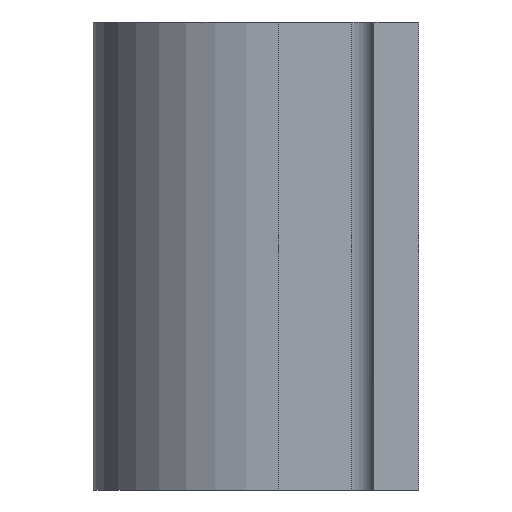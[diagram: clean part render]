
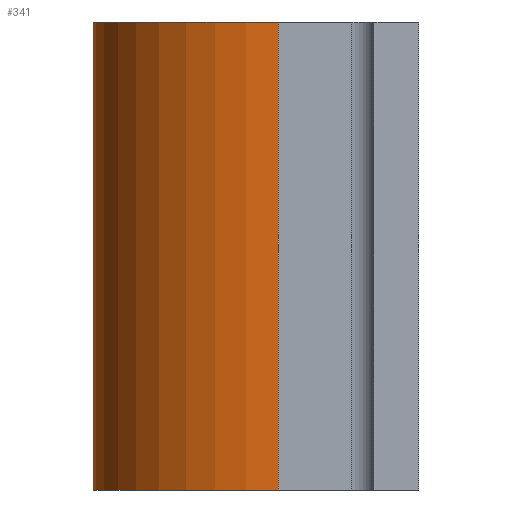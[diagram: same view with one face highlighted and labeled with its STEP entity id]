
A CAD part, left-side view. The second image highlights one B-rep face of the part: STEP entity #341.
In plain terms, the highlighted cylindrical face has radius 6.287 mm (diameter 12.573 mm), a partial arc.
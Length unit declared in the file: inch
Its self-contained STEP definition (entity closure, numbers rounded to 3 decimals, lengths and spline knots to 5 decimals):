
#29 = AXIS2_PLACEMENT_3D ( 'NONE', #231, #349, #530 ) ;
#59 = CARTESIAN_POINT ( 'NONE',  ( 1.2775, 0.1875, 0.3125 ) ) ;
#73 = ORIENTED_EDGE ( 'NONE', *, *, #426, .T. ) ;
#80 = CARTESIAN_POINT ( 'NONE',  ( 0.7825, 0.1875, 0.3125 ) ) ;
#97 = CARTESIAN_POINT ( 'NONE',  ( 1.2775, 0.1875, -0.3125 ) ) ;
#101 = DIRECTION ( 'NONE',  ( 1., 0., 0. ) ) ;
#124 = CYLINDRICAL_SURFACE ( 'NONE', #29, 0.2475 ) ;
#140 = VECTOR ( 'NONE', #155, 39.37008 ) ;
#152 = LINE ( 'NONE', #445, #140 ) ;
#155 = DIRECTION ( 'NONE',  ( 0., 0., -1. ) ) ;
#158 = VERTEX_POINT ( 'NONE', #255 ) ;
#185 = CARTESIAN_POINT ( 'NONE',  ( 0.7825, 0.1875, 0.3125 ) ) ;
#191 = CARTESIAN_POINT ( 'NONE',  ( 1.03, 0.1875, 0.3125 ) ) ;
#205 = EDGE_LOOP ( 'NONE', ( #399, #496, #372, #73 ) ) ;
#231 = CARTESIAN_POINT ( 'NONE',  ( 1.03, 0.1875, 0.3125 ) ) ;
#255 = CARTESIAN_POINT ( 'NONE',  ( 0.7825, 0.1875, -0.3125 ) ) ;
#261 = VECTOR ( 'NONE', #541, 39.37008 ) ;
#279 = EDGE_CURVE ( 'NONE', #442, #158, #366, .T. ) ;
#296 = EDGE_CURVE ( 'NONE', #158, #425, #497, .T. ) ;
#309 = CARTESIAN_POINT ( 'NONE',  ( 1.03, 0.1875, -0.3125 ) ) ;
#340 = CIRCLE ( 'NONE', #500, 0.2475 ) ;
#341 = ADVANCED_FACE ( 'NONE', ( #483 ), #124, .T. ) ;
#349 = DIRECTION ( 'NONE',  ( 0., 0., -1. ) ) ;
#361 = EDGE_CURVE ( 'NONE', #442, #396, #340, .T. ) ;
#366 = LINE ( 'NONE', #185, #261 ) ;
#372 = ORIENTED_EDGE ( 'NONE', *, *, #361, .T. ) ;
#389 = DIRECTION ( 'NONE',  ( 1., 0., 0. ) ) ;
#393 = DIRECTION ( 'NONE',  ( 0., 0., -1. ) ) ;
#396 = VERTEX_POINT ( 'NONE', #59 ) ;
#399 = ORIENTED_EDGE ( 'NONE', *, *, #296, .F. ) ;
#425 = VERTEX_POINT ( 'NONE', #97 ) ;
#426 = EDGE_CURVE ( 'NONE', #396, #425, #152, .T. ) ;
#435 = AXIS2_PLACEMENT_3D ( 'NONE', #309, #393, #389 ) ;
#442 = VERTEX_POINT ( 'NONE', #80 ) ;
#445 = CARTESIAN_POINT ( 'NONE',  ( 1.2775, 0.1875, 0.3125 ) ) ;
#450 = DIRECTION ( 'NONE',  ( 0., 0., -1. ) ) ;
#483 = FACE_OUTER_BOUND ( 'NONE', #205, .T. ) ;
#496 = ORIENTED_EDGE ( 'NONE', *, *, #279, .F. ) ;
#497 = CIRCLE ( 'NONE', #435, 0.2475 ) ;
#500 = AXIS2_PLACEMENT_3D ( 'NONE', #191, #450, #101 ) ;
#530 = DIRECTION ( 'NONE',  ( -1., 0., 0. ) ) ;
#541 = DIRECTION ( 'NONE',  ( 0., 0., -1. ) ) ;
